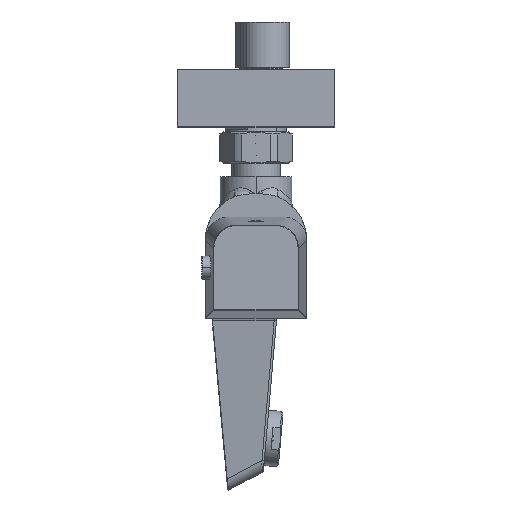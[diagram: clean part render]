
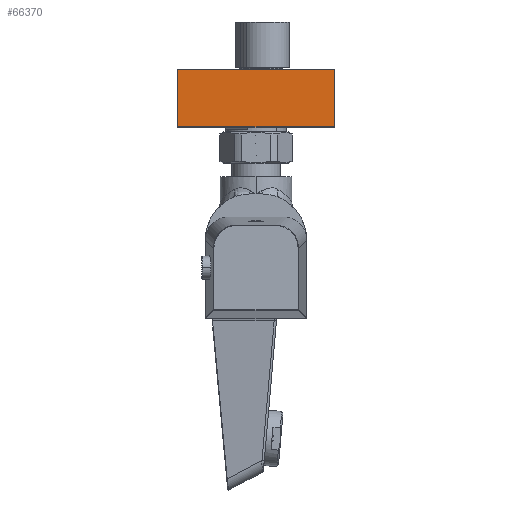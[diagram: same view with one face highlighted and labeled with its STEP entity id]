
A CAD part, left-side view. The second image highlights one B-rep face of the part: STEP entity #66370.
In plain terms, the highlighted planar face has unit normal (-1, 0, 0).
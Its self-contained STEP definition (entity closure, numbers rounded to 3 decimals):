
#3111 = DIRECTION ( 'NONE',  ( 0., 0., 1. ) ) ;
#11506 = VERTEX_POINT ( 'NONE', #33009 ) ;
#15196 = VECTOR ( 'NONE', #27490, 1000. ) ;
#16493 = LINE ( 'NONE', #89354, #89779 ) ;
#19095 = ORIENTED_EDGE ( 'NONE', *, *, #91135, .F. ) ;
#23525 = ORIENTED_EDGE ( 'NONE', *, *, #91281, .T. ) ;
#23662 = AXIS2_PLACEMENT_3D ( 'NONE', #70938, #70454, #65189 ) ;
#27490 = DIRECTION ( 'NONE',  ( 0., -1., 0. ) ) ;
#28909 = ORIENTED_EDGE ( 'NONE', *, *, #30338, .T. ) ;
#30338 = EDGE_CURVE ( 'NONE', #42424, #37186, #76758, .T. ) ;
#31622 = CARTESIAN_POINT ( 'NONE',  ( -108.5, 33.8, 55.9 ) ) ;
#31674 = CARTESIAN_POINT ( 'NONE',  ( -108.5, -33.8, 80.7 ) ) ;
#33009 = CARTESIAN_POINT ( 'NONE',  ( -108.5, -33.8, 80.7 ) ) ;
#33399 = DIRECTION ( 'NONE',  ( 0., -1., 0. ) ) ;
#34628 = LINE ( 'NONE', #63678, #15196 ) ;
#37186 = VERTEX_POINT ( 'NONE', #92287 ) ;
#42424 = VERTEX_POINT ( 'NONE', #31622 ) ;
#47085 = VERTEX_POINT ( 'NONE', #49907 ) ;
#49907 = CARTESIAN_POINT ( 'NONE',  ( -108.5, 33.8, 80.7 ) ) ;
#53130 = DIRECTION ( 'NONE',  ( 0., 0., -1. ) ) ;
#56635 = FACE_OUTER_BOUND ( 'NONE', #62251, .T. ) ;
#62251 = EDGE_LOOP ( 'NONE', ( #19095, #23525, #28909, #79531 ) ) ;
#63678 = CARTESIAN_POINT ( 'NONE',  ( -108.5, 34., 80.7 ) ) ;
#65189 = DIRECTION ( 'NONE',  ( 0., 1., 0. ) ) ;
#66370 = ADVANCED_FACE ( 'NONE', ( #56635 ), #92387, .F. ) ;
#68333 = LINE ( 'NONE', #31674, #76992 ) ;
#68990 = EDGE_CURVE ( 'NONE', #37186, #11506, #68333, .T. ) ;
#70454 = DIRECTION ( 'NONE',  ( 1., 0., 0. ) ) ;
#70524 = CARTESIAN_POINT ( 'NONE',  ( -108.5, 34., 55.9 ) ) ;
#70938 = CARTESIAN_POINT ( 'NONE',  ( -108.5, 34., 80.7 ) ) ;
#76758 = LINE ( 'NONE', #70524, #92066 ) ;
#76992 = VECTOR ( 'NONE', #3111, 1000. ) ;
#79531 = ORIENTED_EDGE ( 'NONE', *, *, #68990, .T. ) ;
#89354 = CARTESIAN_POINT ( 'NONE',  ( -108.5, 33.8, 80.7 ) ) ;
#89779 = VECTOR ( 'NONE', #53130, 1000. ) ;
#91135 = EDGE_CURVE ( 'NONE', #47085, #11506, #34628, .T. ) ;
#91281 = EDGE_CURVE ( 'NONE', #47085, #42424, #16493, .T. ) ;
#92066 = VECTOR ( 'NONE', #33399, 1000. ) ;
#92287 = CARTESIAN_POINT ( 'NONE',  ( -108.5, -33.8, 55.9 ) ) ;
#92387 = PLANE ( 'NONE',  #23662 ) ;
